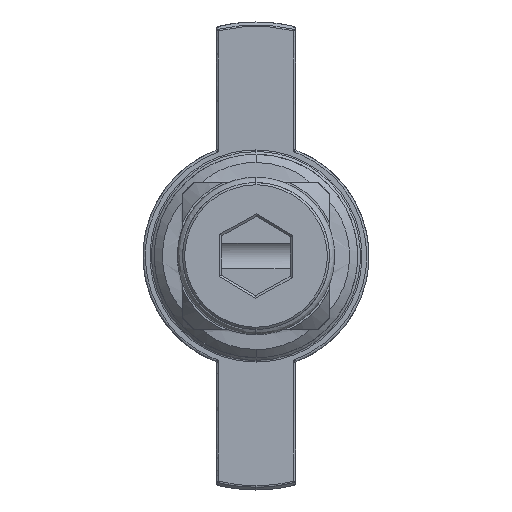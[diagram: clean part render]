
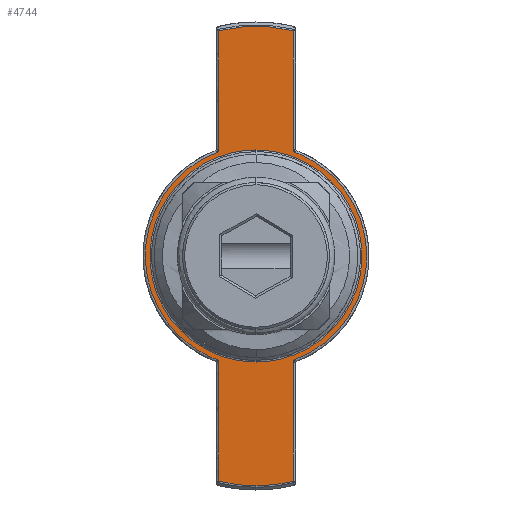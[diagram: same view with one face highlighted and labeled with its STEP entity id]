
A CAD part, left-side view. The second image highlights one B-rep face of the part: STEP entity #4744.
In plain terms, the highlighted free-form (B-spline) face has degree [1, 1] with [2, 2] control points.
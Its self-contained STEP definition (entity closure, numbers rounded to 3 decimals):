
#704 = VERTEX_POINT('',#705);
#705 = CARTESIAN_POINT('',(0.,0.,-9.138));
#724 = VERTEX_POINT('',#725);
#725 = CARTESIAN_POINT('',(0.,0.,9.138));
#731 = EDGE_CURVE('',#724,#704,#732,.T.);
#732 = ( BOUNDED_CURVE() B_SPLINE_CURVE(2,(#733,#734,#735,#736,#737),
.UNSPECIFIED.,.F.,.F.) B_SPLINE_CURVE_WITH_KNOTS((3,2,3),(3.142,
4.712,6.283),.PIECEWISE_BEZIER_KNOTS.) CURVE() 
GEOMETRIC_REPRESENTATION_ITEM() RATIONAL_B_SPLINE_CURVE((1.,
0.707,1.,0.707,1.)) REPRESENTATION_ITEM('') );
#733 = CARTESIAN_POINT('',(0.,0.,9.138));
#734 = CARTESIAN_POINT('',(0.,-9.138,9.138));
#735 = CARTESIAN_POINT('',(0.,-9.138,0.));
#736 = CARTESIAN_POINT('',(0.,-9.138,-9.138));
#737 = CARTESIAN_POINT('',(0.,0.,-9.138));
#758 = EDGE_CURVE('',#759,#761,#763,.T.);
#759 = VERTEX_POINT('',#760);
#760 = CARTESIAN_POINT('',(0.,0.,-19.798));
#761 = VERTEX_POINT('',#762);
#762 = CARTESIAN_POINT('',(0.,-3.214,-19.414));
#763 = ( BOUNDED_CURVE() B_SPLINE_CURVE(2,(#764,#765,#766),
.UNSPECIFIED.,.F.,.F.) B_SPLINE_CURVE_WITH_KNOTS((3,3),(0.,0.238
),.PIECEWISE_BEZIER_KNOTS.) CURVE() GEOMETRIC_REPRESENTATION_ITEM() 
RATIONAL_B_SPLINE_CURVE((1.,0.993,1.)) REPRESENTATION_ITEM('') 
  );
#764 = CARTESIAN_POINT('',(0.,0.,-19.798));
#765 = CARTESIAN_POINT('',(0.,-1.63,-19.798));
#766 = CARTESIAN_POINT('',(0.,-3.214,-19.414));
#4744 = ADVANCED_FACE('',(#4745,#4806),#4817,.F.);
#4745 = FACE_BOUND('',#4746,.T.);
#4746 = EDGE_LOOP('',(#4747,#4754,#4762,#4769,#4777,#4784,#4792,#4799,
    #4805));
#4747 = ORIENTED_EDGE('',*,*,#4748,.T.);
#4748 = EDGE_CURVE('',#761,#4749,#4751,.T.);
#4749 = VERTEX_POINT('',#4750);
#4750 = CARTESIAN_POINT('',(0.,-3.214,-8.987));
#4751 = B_SPLINE_CURVE_WITH_KNOTS('',1,(#4752,#4753),.UNSPECIFIED.,.F.,
  .F.,(2,2),(-13.628,-2.921),.PIECEWISE_BEZIER_KNOTS.);
#4752 = CARTESIAN_POINT('',(0.,-3.214,-19.414));
#4753 = CARTESIAN_POINT('',(0.,-3.214,-8.987));
#4754 = ORIENTED_EDGE('',*,*,#4755,.T.);
#4755 = EDGE_CURVE('',#4749,#4756,#4758,.T.);
#4756 = VERTEX_POINT('',#4757);
#4757 = CARTESIAN_POINT('',(0.,-3.214,8.987));
#4758 = ( BOUNDED_CURVE() B_SPLINE_CURVE(2,(#4759,#4760,#4761),
.UNSPECIFIED.,.F.,.F.) B_SPLINE_CURVE_WITH_KNOTS((3,3),(0.343,
2.798),.PIECEWISE_BEZIER_KNOTS.) CURVE() 
GEOMETRIC_REPRESENTATION_ITEM() RATIONAL_B_SPLINE_CURVE((1.,
0.337,1.)) REPRESENTATION_ITEM('') );
#4759 = CARTESIAN_POINT('',(0.,-3.214,-8.987));
#4760 = CARTESIAN_POINT('',(0.,-28.343,0.));
#4761 = CARTESIAN_POINT('',(0.,-3.214,8.987));
#4762 = ORIENTED_EDGE('',*,*,#4763,.T.);
#4763 = EDGE_CURVE('',#4756,#4764,#4766,.T.);
#4764 = VERTEX_POINT('',#4765);
#4765 = CARTESIAN_POINT('',(0.,-3.214,19.414));
#4766 = B_SPLINE_CURVE_WITH_KNOTS('',1,(#4767,#4768),.UNSPECIFIED.,.F.,
  .F.,(2,2),(15.534,26.241),.PIECEWISE_BEZIER_KNOTS.);
#4767 = CARTESIAN_POINT('',(0.,-3.214,8.987));
#4768 = CARTESIAN_POINT('',(0.,-3.214,19.414));
#4769 = ORIENTED_EDGE('',*,*,#4770,.T.);
#4770 = EDGE_CURVE('',#4764,#4771,#4773,.T.);
#4771 = VERTEX_POINT('',#4772);
#4772 = CARTESIAN_POINT('',(0.,3.214,19.414));
#4773 = ( BOUNDED_CURVE() B_SPLINE_CURVE(2,(#4774,#4775,#4776),
.UNSPECIFIED.,.F.,.F.) B_SPLINE_CURVE_WITH_KNOTS((3,3),(2.904,
3.379),.PIECEWISE_BEZIER_KNOTS.) CURVE() 
GEOMETRIC_REPRESENTATION_ITEM() RATIONAL_B_SPLINE_CURVE((1.,
0.972,1.)) REPRESENTATION_ITEM('') );
#4774 = CARTESIAN_POINT('',(0.,-3.214,19.414));
#4775 = CARTESIAN_POINT('',(0.,0.,20.192));
#4776 = CARTESIAN_POINT('',(0.,3.214,19.414));
#4777 = ORIENTED_EDGE('',*,*,#4778,.T.);
#4778 = EDGE_CURVE('',#4771,#4779,#4781,.T.);
#4779 = VERTEX_POINT('',#4780);
#4780 = CARTESIAN_POINT('',(0.,3.214,8.987));
#4781 = B_SPLINE_CURVE_WITH_KNOTS('',1,(#4782,#4783),.UNSPECIFIED.,.F.,
  .F.,(2,2),(-26.241,-15.534),.PIECEWISE_BEZIER_KNOTS.);
#4782 = CARTESIAN_POINT('',(0.,3.214,19.414));
#4783 = CARTESIAN_POINT('',(0.,3.214,8.987));
#4784 = ORIENTED_EDGE('',*,*,#4785,.T.);
#4785 = EDGE_CURVE('',#4779,#4786,#4788,.T.);
#4786 = VERTEX_POINT('',#4787);
#4787 = CARTESIAN_POINT('',(0.,3.214,-8.987));
#4788 = ( BOUNDED_CURVE() B_SPLINE_CURVE(2,(#4789,#4790,#4791),
.UNSPECIFIED.,.F.,.F.) B_SPLINE_CURVE_WITH_KNOTS((3,3),(3.485,
5.94),.PIECEWISE_BEZIER_KNOTS.) CURVE() 
GEOMETRIC_REPRESENTATION_ITEM() RATIONAL_B_SPLINE_CURVE((1.,
0.337,1.)) REPRESENTATION_ITEM('') );
#4789 = CARTESIAN_POINT('',(0.,3.214,8.987));
#4790 = CARTESIAN_POINT('',(0.,28.343,0.));
#4791 = CARTESIAN_POINT('',(0.,3.214,-8.987));
#4792 = ORIENTED_EDGE('',*,*,#4793,.T.);
#4793 = EDGE_CURVE('',#4786,#4794,#4796,.T.);
#4794 = VERTEX_POINT('',#4795);
#4795 = CARTESIAN_POINT('',(0.,3.214,-19.414));
#4796 = B_SPLINE_CURVE_WITH_KNOTS('',1,(#4797,#4798),.UNSPECIFIED.,.F.,
  .F.,(2,2),(2.921,13.628),.PIECEWISE_BEZIER_KNOTS.);
#4797 = CARTESIAN_POINT('',(0.,3.214,-8.987));
#4798 = CARTESIAN_POINT('',(0.,3.214,-19.414));
#4799 = ORIENTED_EDGE('',*,*,#4800,.T.);
#4800 = EDGE_CURVE('',#4794,#759,#4801,.T.);
#4801 = ( BOUNDED_CURVE() B_SPLINE_CURVE(2,(#4802,#4803,#4804),
.UNSPECIFIED.,.F.,.F.) B_SPLINE_CURVE_WITH_KNOTS((3,3),(6.046,
6.283),.PIECEWISE_BEZIER_KNOTS.) CURVE() 
GEOMETRIC_REPRESENTATION_ITEM() RATIONAL_B_SPLINE_CURVE((1.,
0.993,1.)) REPRESENTATION_ITEM('') );
#4802 = CARTESIAN_POINT('',(0.,3.214,-19.414));
#4803 = CARTESIAN_POINT('',(0.,1.63,-19.798));
#4804 = CARTESIAN_POINT('',(0.,0.,-19.798));
#4805 = ORIENTED_EDGE('',*,*,#758,.T.);
#4806 = FACE_BOUND('',#4807,.T.);
#4807 = EDGE_LOOP('',(#4808,#4816));
#4808 = ORIENTED_EDGE('',*,*,#4809,.T.);
#4809 = EDGE_CURVE('',#704,#724,#4810,.T.);
#4810 = ( BOUNDED_CURVE() B_SPLINE_CURVE(2,(#4811,#4812,#4813,#4814,
#4815),.UNSPECIFIED.,.F.,.F.) B_SPLINE_CURVE_WITH_KNOTS((3,2,3),(0.,
1.571,3.142),.PIECEWISE_BEZIER_KNOTS.) CURVE() 
GEOMETRIC_REPRESENTATION_ITEM() RATIONAL_B_SPLINE_CURVE((1.,
0.707,1.,0.707,1.)) REPRESENTATION_ITEM('') );
#4811 = CARTESIAN_POINT('',(0.,0.,-9.138));
#4812 = CARTESIAN_POINT('',(0.,9.138,-9.138));
#4813 = CARTESIAN_POINT('',(0.,9.138,0.));
#4814 = CARTESIAN_POINT('',(0.,9.138,9.138));
#4815 = CARTESIAN_POINT('',(0.,0.,9.138));
#4816 = ORIENTED_EDGE('',*,*,#731,.T.);
#4817 = B_SPLINE_SURFACE_WITH_KNOTS('',1,1,(
    (#4818,#4819)
    ,(#4820,#4821
    )),.UNSPECIFIED.,.F.,.F.,.F.,(2,2),(2,2),(-26.635,
    14.022),(-9.8,9.8),.PIECEWISE_BEZIER_KNOTS.);
#4818 = CARTESIAN_POINT('',(0.,-9.544,19.798));
#4819 = CARTESIAN_POINT('',(0.,9.544,19.798));
#4820 = CARTESIAN_POINT('',(0.,-9.544,-19.798));
#4821 = CARTESIAN_POINT('',(0.,9.544,-19.798));
